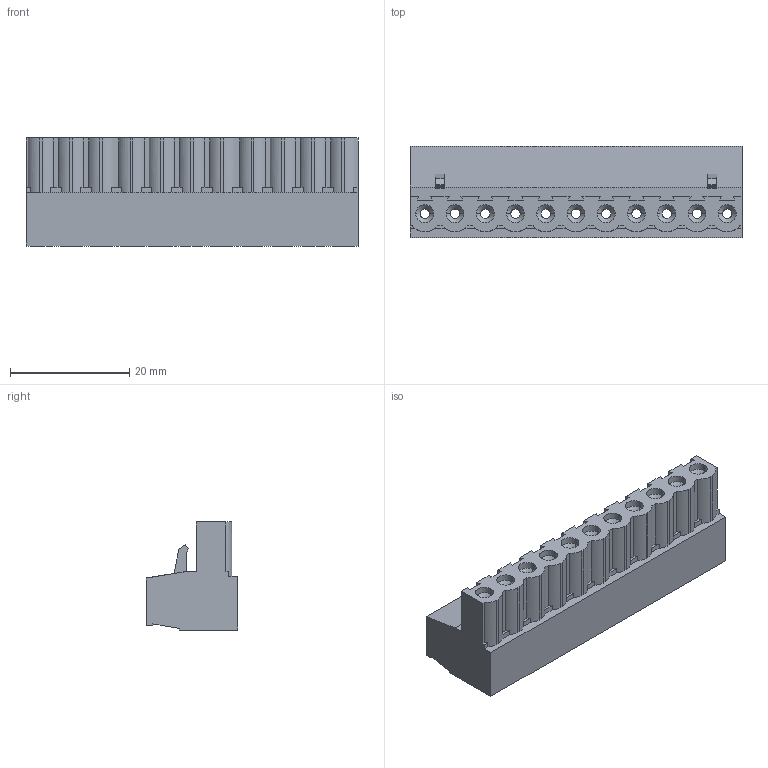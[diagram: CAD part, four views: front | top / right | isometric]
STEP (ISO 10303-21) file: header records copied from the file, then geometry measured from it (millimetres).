
FILE_DESCRIPTION (( 'STEP AP203' ), '1' );
FILE_NAME ('SOKETLI BASKILI DEVRE KLEMENSI - 5,08 MM DISI - 11LI.STEP', '2018-09-13T13:39:51', ( 'user' ), ( '' ), 'SwSTEP 2.0', 'SolidWorks 2016', '' );
FILE_SCHEMA (( 'CONFIG_CONTROL_DESIGN' ));
Length unit declared in the file: millimetre
Products named in the file (1): SOKETLI BASKILI DEVRE KLEMENSI  - 5,08 MM DISI - 11LI
Bounding box: 55.77 x 15.33 x 18.15 mm (x, y, z)
Volume: 9005.1 mm3; surface area: 6265.6 mm2
Topology: 1 solids, 1 shells, 398 faces, 1039 edges, 678 vertices
Faces by surface type: plane 284, cylinder 92, cone 22
Entity records: 12262 total; most frequent: CARTESIAN_POINT 2116, DIRECTION 2087, ORIENTED_EDGE 2078, EDGE_CURVE 1039, LINE 789, VECTOR 789, VERTEX_POINT 678, AXIS2_PLACEMENT_3D 649
